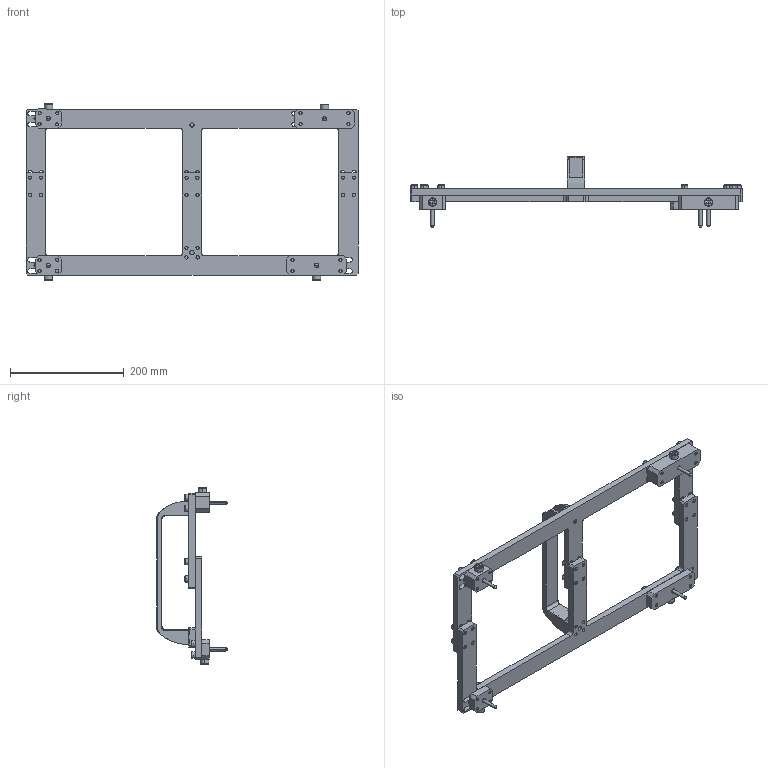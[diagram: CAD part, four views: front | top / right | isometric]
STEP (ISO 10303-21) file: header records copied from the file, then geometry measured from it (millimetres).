
FILE_DESCRIPTION(('FreeCAD Model'),'2;1');
FILE_NAME('Open CASCADE Shape Model','2025-05-04T17:39:46',('FreeCAD'),( 'FreeCAD'),'Open CASCADE STEP processor 7.6','FreeCAD','Unknown');
FILE_SCHEMA(('AUTOMOTIVE_DESIGN { 1 0 10303 214 1 1 1 1 }'));
Products named in the file (1): Open CASCADE STEP translator 7.6 1
Bounding box: 583.2 x 123.37 x 309.57 mm (x, y, z)
Volume: 1035602.4 mm3; surface area: 316056.6 mm2
Topology: 46 solids, 46 shells, 1456 faces, 3420 edges, 2058 vertices
Faces by surface type: bspline 1456
Entity records: 42761 total; most frequent: CARTESIAN_POINT 23041, ORIENTED_EDGE 6688, EDGE_CURVE 3344, VERTEX_POINT 2058, B_SPLINE_CURVE_WITH_KNOTS 1928, FACE_BOUND 1716, EDGE_LOOP 1716, ADVANCED_FACE 1456
